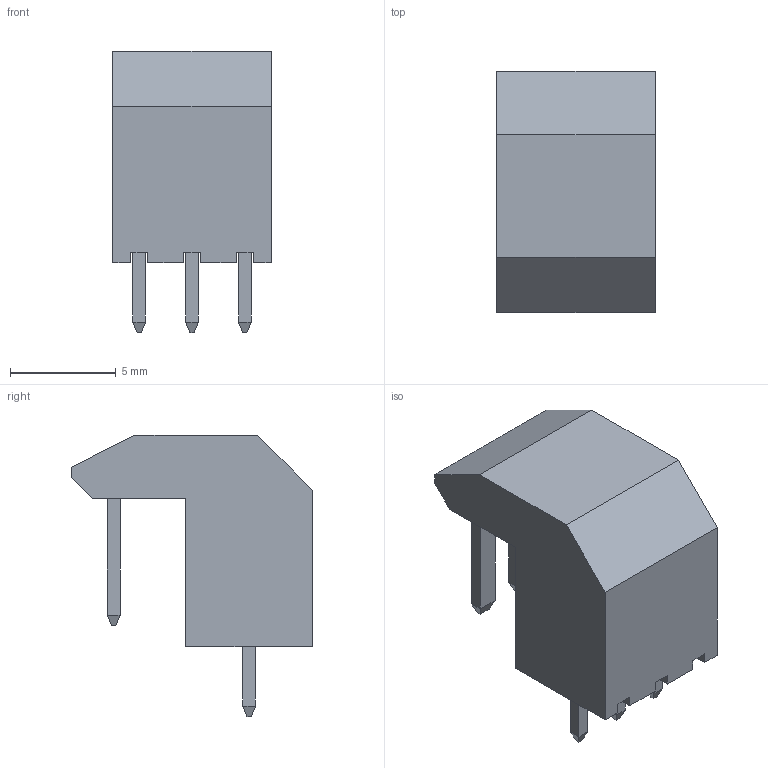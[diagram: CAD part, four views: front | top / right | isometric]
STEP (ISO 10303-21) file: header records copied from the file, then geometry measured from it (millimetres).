
FILE_DESCRIPTION(('FreeCAD Model'),'2;1');
FILE_NAME('Open CASCADE Shape Model','2021-07-29T09:43:00',( 'kicad StepUp'),('ksu MCAD'),'Open CASCADE STEP processor 7.4', 'FreeCAD','Unknown');
FILE_SCHEMA(('AUTOMOTIVE_DESIGN { 1 0 10303 214 1 1 1 1 }'));
Length unit declared in the file: millimetre
Products named in the file (1): JST_NH_BE3P-SHF-1AA_1x03_P2.50mm_Vertical.copy
Bounding box: 7.5 x 11.4 x 13.3 mm (x, y, z)
Volume: 532.5 mm3; surface area: 538.7 mm2
Topology: 7 solids, 7 shells, 83 faces, 183 edges, 114 vertices
Faces by surface type: plane 59, bspline 24
Entity records: 5063 total; most frequent: CARTESIAN_POINT 987, DIRECTION 501, LINE 381, VECTOR 381, ORIENTED_EDGE 366, PCURVE 366, DEFINITIONAL_REPRESENTATION 366, EDGE_CURVE 183
